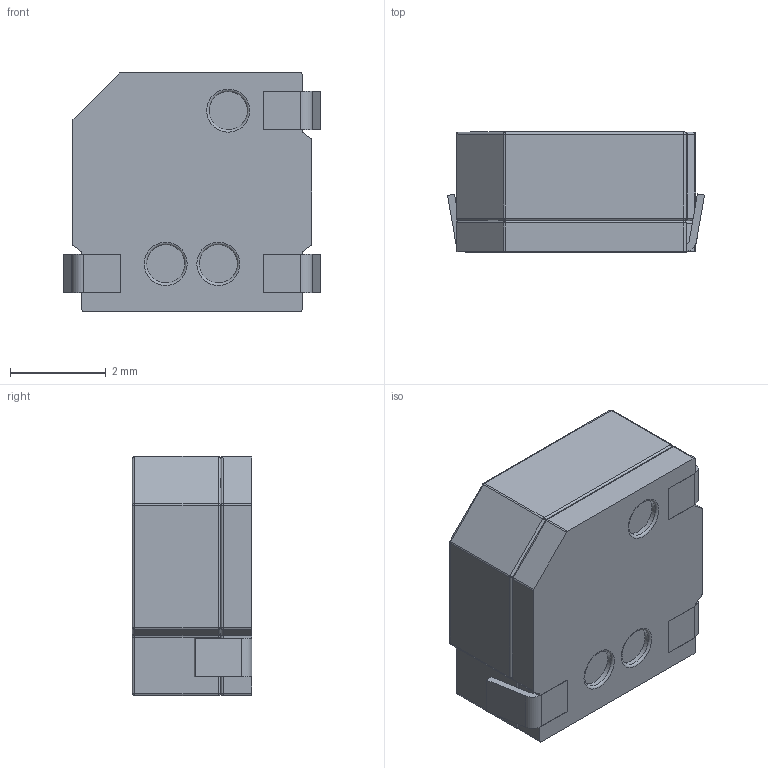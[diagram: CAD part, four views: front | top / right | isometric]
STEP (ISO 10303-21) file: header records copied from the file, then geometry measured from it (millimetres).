
FILE_DESCRIPTION(/* description */ ('STEP AP214'),/* implementation_level */ '2;1');
FILE_NAME(/* name */ 'Buzzer CMT-0525-75-SMT-TR.step',/* time_stamp */ '2025-09-20T18:51:54+02:00',/* author */ (''),/* organization */ (''),/* preprocessor_version */ 'ST-DEVELOPER v20.1',/* originating_system */ 'Autodesk Translation Framework v14.17.0.0',/* authorisation */ '');
FILE_SCHEMA (('AUTOMOTIVE_DESIGN { 1 0 10303 214 3 1 1 }'));
Length unit declared in the file: inch
Products named in the file (1): CUI_DEVICES_CMT-0525-75-SMT-TR
Bounding box: 5.37 x 2.5 x 5 mm (x, y, z)
Volume: 59.2 mm3; surface area: 110.6 mm2
Topology: 4 solids, 4 shells, 164 faces, 363 edges, 198 vertices
Faces by surface type: plane 67, cylinder 63, sphere 24, torus 9, bspline 1
Full cylindrical faces by diameter (mm): 0.8 x3, 0.9 x1
Entity records: 4414 total; most frequent: DIRECTION 810, CARTESIAN_POINT 769, ORIENTED_EDGE 700, EDGE_CURVE 350, AXIS2_PLACEMENT_3D 298, LINE 214, VECTOR 214, VERTEX_POINT 198
